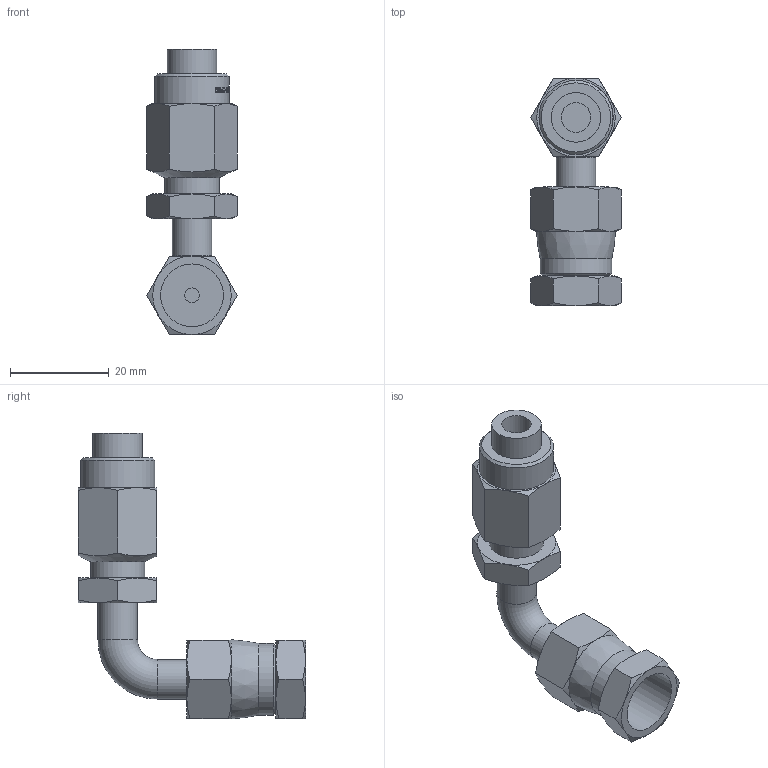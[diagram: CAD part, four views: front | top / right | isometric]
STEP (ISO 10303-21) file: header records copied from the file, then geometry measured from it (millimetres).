
FILE_DESCRIPTION(/* description */ (''),/* implementation_level */ '2;1');
FILE_NAME(/* name */ 'PNK-MG10-J1-2-TR90.stp',/* time_stamp */ '2025-01-07T09:57:35-03:00',/* author */ ('Jefferson'),/* organization */ (''),/* preprocessor_version */ 'ST-DEVELOPER v19',/* originating_system */ 'Autodesk Inventor 2023',/* authorisation */ '');
FILE_SCHEMA (('AUTOMOTIVE_DESIGN { 1 0 10303 214 3 1 1 }'));
Length unit declared in the file: millimetre
Products named in the file (3): PNK-MG10-J1-2-TR90; PNK-MG10-J1-2-TR90 - PARTE 1; PNK-MG10-J1-2-TR90 - PARTE 2
Assembly tree (2 placements, depth 2):
  PNK-MG10-J1-2-TR90
    PNK-MG10-J1-2-TR90 - PARTE 1
    PNK-MG10-J1-2-TR90 - PARTE 2
Bounding box: 18.33 x 45.94 x 57.8 mm (x, y, z)
Volume: 9683 mm3; surface area: 5789.5 mm2
Topology: 3 solids, 3 shells, 329 faces, 831 edges, 539 vertices
Faces by surface type: plane 143, bspline 106, cone 45, cylinder 34, torus 1
Full cylindrical faces by diameter (mm): 3 x1, 6 x1, 8 x3, 10 x2, 11 x1, 12.7 x1, 14.5 x1, 15 x1
Entity records: 12425 total; most frequent: CARTESIAN_POINT 5198, ORIENTED_EDGE 1662, DIRECTION 1170, EDGE_CURVE 831, VERTEX_POINT 539, AXIS2_PLACEMENT_3D 412, EDGE_LOOP 364, LINE 346
